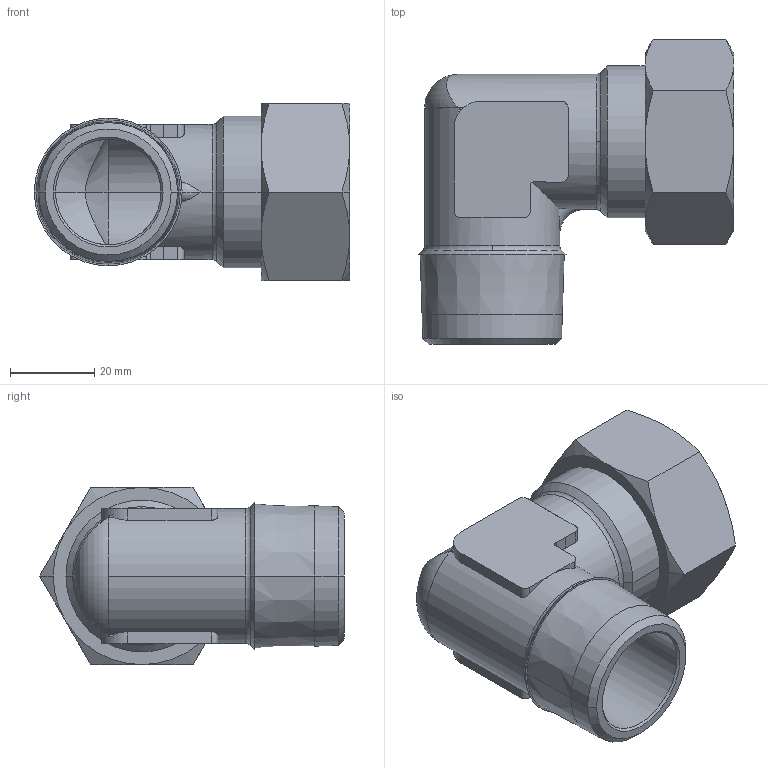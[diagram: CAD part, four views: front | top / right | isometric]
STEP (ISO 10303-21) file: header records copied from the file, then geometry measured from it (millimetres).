
FILE_DESCRIPTION(('STEP AP214'),'1');
FILE_NAME('0109_28_34.stp','2016-07-07T14:32:26',('TraceParts'),('TraceParts S.A.'),'Spatial InterOp 3D',' ',' ');
FILE_SCHEMA(('automotive_design'));
Length unit declared in the file: millimetre
Products named in the file (1): 1
Bounding box: 74.75 x 72.25 x 42 mm (x, y, z)
Volume: 48903.4 mm3; surface area: 22874.8 mm2
Topology: 1 solids, 1 shells, 116 faces, 283 edges, 174 vertices
Faces by surface type: plane 39, cylinder 36, cone 34, torus 7
Entity records: 3942 total; most frequent: CARTESIAN_POINT 1256, DIRECTION 569, ORIENTED_EDGE 566, EDGE_CURVE 283, AXIS2_PLACEMENT_3D 231, VERTEX_POINT 174, EDGE_LOOP 123, ADVANCED_FACE 116
